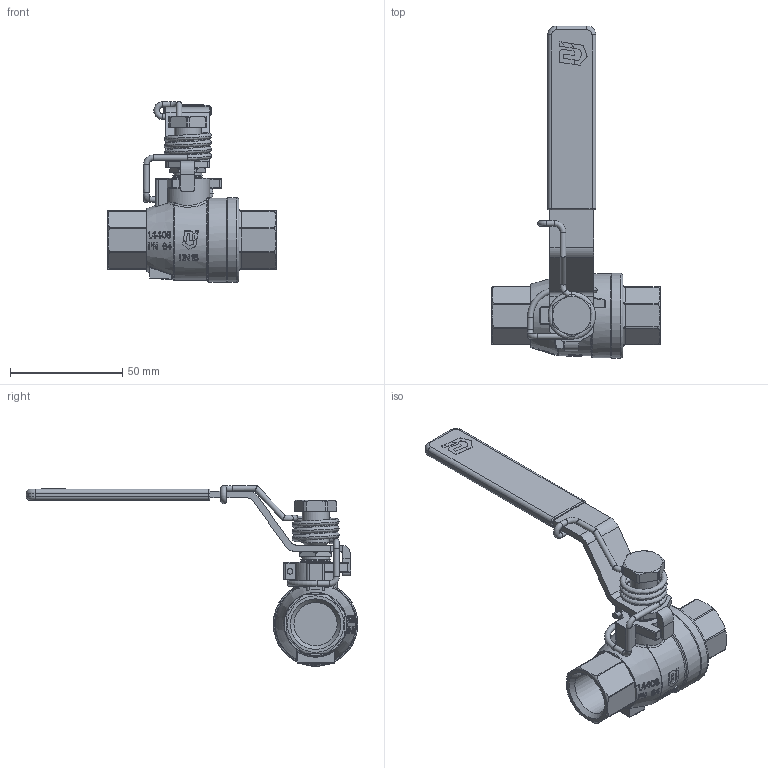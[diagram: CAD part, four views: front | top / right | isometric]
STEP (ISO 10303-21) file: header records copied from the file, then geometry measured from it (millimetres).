
FILE_DESCRIPTION(('HOOPS Exchange Step'),'2;1');
FILE_NAME('GK12_DN15.stp','2025-12-09T09:56:01+01:00',('nieru'),('Unknown organisation'),'HOOPS Exchange 2024.2','HOOPS Exchange','Unknown authorisation');
FILE_SCHEMA( ('AP203_CONFIGURATION_CONTROLLED_3D_DESIGN_OF_MECHANICAL_PARTS_AND_ASSEMBLIES_MIM_LF') );
Length unit declared in the file: millimetre
Products named in the file (2): 0; root
Assembly tree (1 placements, depth 2):
  root
    0
Bounding box: 75 x 147.84 x 80.55 mm (x, y, z)
Volume: 87554 mm3; surface area: 36045.3 mm2
Topology: 2 solids, 2 shells, 1039 faces, 2898 edges, 1914 vertices
Faces by surface type: plane 551, bspline 224, cylinder 152, torus 63, cone 45, extrusion 4
Full cylindrical faces by diameter (mm): 2.5 x14, 12 x2, 12.504 x1, 19.1 x1, 19.266 x2, 37.46 x1, 37.7 x1
Entity records: 45277 total; most frequent: CARTESIAN_POINT 21721, ORIENTED_EDGE 5796, DIRECTION 3623, EDGE_CURVE 2898, VERTEX_POINT 1914, AXIS2_PLACEMENT_3D 1298, EDGE_LOOP 1092, FACE_BOUND 1092
